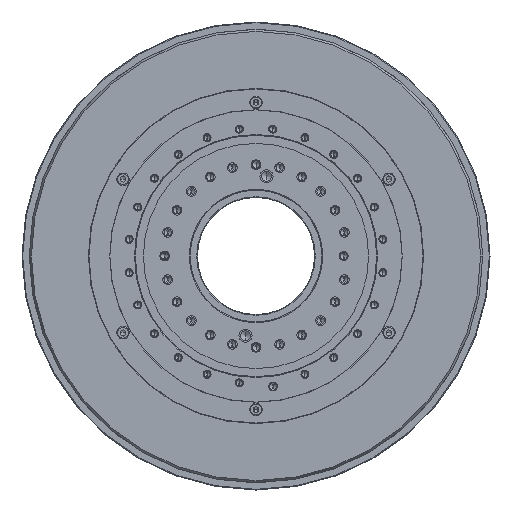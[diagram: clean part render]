
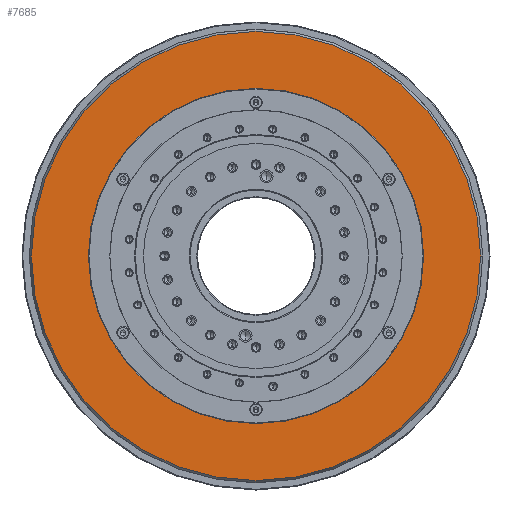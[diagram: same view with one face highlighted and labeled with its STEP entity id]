
A CAD part, front view. The second image highlights one B-rep face of the part: STEP entity #7685.
In plain terms, the highlighted face is planar.
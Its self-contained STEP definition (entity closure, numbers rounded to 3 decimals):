
#6828=CARTESIAN_POINT('',(0.,0.,-120.));
#6829=DIRECTION('',(0.,0.,1.));
#6830=DIRECTION('',(0.,1.,0.));
#6831=AXIS2_PLACEMENT_3D('',#6828,#6829,#6830);
#6833=CARTESIAN_POINT('',(0.,0.,-120.));
#6834=DIRECTION('',(0.,0.,-1.));
#6835=DIRECTION('',(0.,1.,0.));
#6836=AXIS2_PLACEMENT_3D('',#6833,#6834,#6835);
#6838=CARTESIAN_POINT('',(0.,0.,-120.));
#6839=DIRECTION('',(0.,0.,-1.));
#6840=DIRECTION('',(0.,-1.,0.));
#6841=AXIS2_PLACEMENT_3D('',#6838,#6839,#6840);
#6843=CARTESIAN_POINT('',(0.,0.,-120.));
#6844=DIRECTION('',(0.,0.,-1.));
#6845=DIRECTION('',(0.,1.,0.));
#6846=AXIS2_PLACEMENT_3D('',#6843,#6844,#6845);
#7489=CARTESIAN_POINT('',(0.,114.58,-120.));
#7491=VERTEX_POINT('',#7489);
#7493=CARTESIAN_POINT('',(0.,-114.58,-120.));
#7495=VERTEX_POINT('',#7493);
#7636=CARTESIAN_POINT('',(0.,-153.557,-120.));
#7637=CARTESIAN_POINT('',(0.,153.557,-120.));
#7638=VERTEX_POINT('',#7636);
#7639=VERTEX_POINT('',#7637);
#7668=CARTESIAN_POINT('',(0.,0.,-120.));
#7669=DIRECTION('',(0.,0.,1.));
#7670=DIRECTION('',(0.,1.,0.));
#7671=AXIS2_PLACEMENT_3D('',#7668,#7669,#7670);
#7672=PLANE('',#7671);
#7674=ORIENTED_EDGE('',*,*,#7673,.F.);
#7676=ORIENTED_EDGE('',*,*,#7675,.F.);
#7677=EDGE_LOOP('',(#7674,#7676));
#7678=FACE_OUTER_BOUND('',#7677,.F.);
#7680=ORIENTED_EDGE('',*,*,#7679,.F.);
#7682=ORIENTED_EDGE('',*,*,#7681,.T.);
#7683=EDGE_LOOP('',(#7680,#7682));
#7684=FACE_BOUND('',#7683,.F.);
#6832=CIRCLE('',#6831,114.58);
#6837=CIRCLE('',#6836,114.58);
#6842=CIRCLE('',#6841,153.557);
#6847=CIRCLE('',#6846,153.557);
#7673=EDGE_CURVE('',#7638,#7639,#6842,.T.);
#7675=EDGE_CURVE('',#7639,#7638,#6847,.T.);
#7679=EDGE_CURVE('',#7491,#7495,#6832,.T.);
#7681=EDGE_CURVE('',#7491,#7495,#6837,.T.);
#7685=ADVANCED_FACE('',(#7678,#7684),#7672,.F.);
